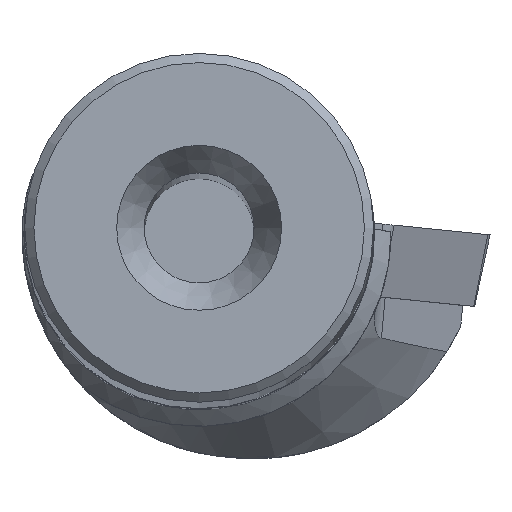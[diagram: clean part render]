
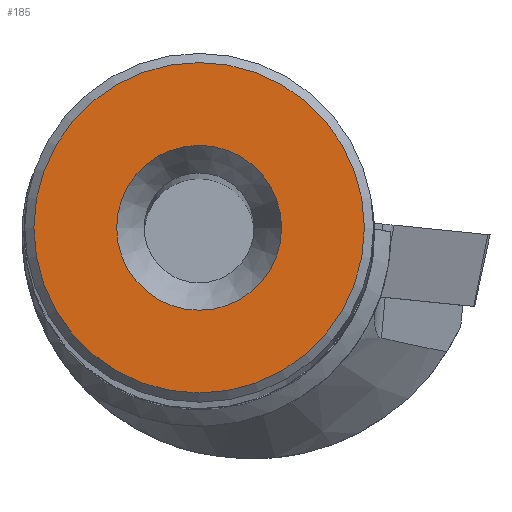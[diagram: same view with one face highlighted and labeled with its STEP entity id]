
A CAD part, top view. The second image highlights one B-rep face of the part: STEP entity #185.
In plain terms, the highlighted planar face has unit normal (0, 0, 1).
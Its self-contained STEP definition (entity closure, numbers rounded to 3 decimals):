
#185=ADVANCED_FACE('',(#323,#324),#217,.T.);
#217=PLANE('',#978);
#323=FACE_BOUND('',#378,.T.);
#324=FACE_BOUND('',#379,.T.);
#378=EDGE_LOOP('',(#540));
#379=EDGE_LOOP('',(#541));
#540=ORIENTED_EDGE('',*,*,#772,.T.);
#541=ORIENTED_EDGE('',*,*,#773,.F.);
#680=VERTEX_POINT('',#1662);
#681=VERTEX_POINT('',#1664);
#772=EDGE_CURVE('',#680,#680,#821,.T.);
#773=EDGE_CURVE('',#681,#681,#822,.T.);
#821=CIRCLE('',#976,4.5);
#822=CIRCLE('',#977,9.019);
#976=AXIS2_PLACEMENT_3D('',#1661,#1173,#1174);
#977=AXIS2_PLACEMENT_3D('',#1663,#1175,#1176);
#978=AXIS2_PLACEMENT_3D('',#1665,#1177,#1178);
#1173=DIRECTION('',(0.,0.,-1.));
#1174=DIRECTION('',(-1.,0.,0.));
#1175=DIRECTION('',(0.,0.,-1.));
#1176=DIRECTION('',(-1.,0.,0.));
#1177=DIRECTION('',(0.,0.,1.));
#1178=DIRECTION('',(-1.,0.,0.));
#1661=CARTESIAN_POINT('',(0.,0.,0.));
#1662=CARTESIAN_POINT('',(-4.5,0.,0.));
#1663=CARTESIAN_POINT('',(0.,0.,0.));
#1664=CARTESIAN_POINT('',(-9.019,0.,0.));
#1665=CARTESIAN_POINT('',(0.,0.,0.));
